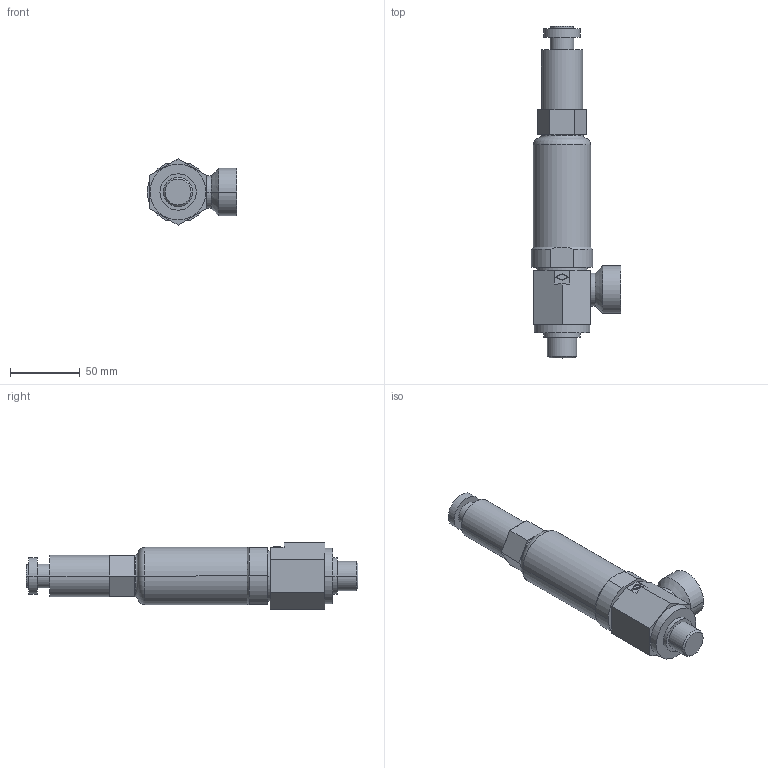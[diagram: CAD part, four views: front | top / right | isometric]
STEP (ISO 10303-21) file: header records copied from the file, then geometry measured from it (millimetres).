
FILE_DESCRIPTION(('OneSpaceDesigner STEP Export'),'2;1');
FILE_NAME('c000001770.stp','2010-12-02T 8:47:35',(''),(''),'OneSpace Designer STEP processor for AP214 (Solid Model)','OneSpace Modeling 15.50B 03-Nov-2007 (C) CoCreate Software GmbH','');
FILE_SCHEMA(('AUTOMOTIVE_DESIGN { 1 0 10303 214 1 1 1 1 }'));
Length unit declared in the file: millimetre
Products named in the file (1): 1
Bounding box: 64 x 238 x 47.34 mm (x, y, z)
Volume: 260671.7 mm3; surface area: 34615.9 mm2
Topology: 1 solids, 1 shells, 89 faces, 198 edges, 124 vertices
Faces by surface type: plane 45, cylinder 30, cone 10, torus 4
Entity records: 2821 total; most frequent: ORIENTED_EDGE 396, CARTESIAN_POINT 345, DIRECTION 310, EDGE_CURVE 198, VERTEX_POINT 124, VECTOR 108, LINE 108, EDGE_LOOP 102
